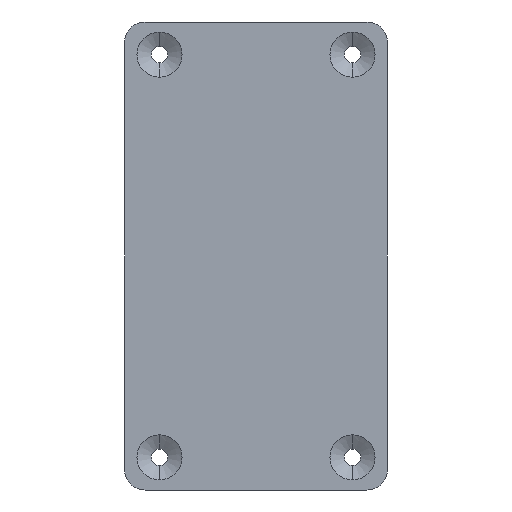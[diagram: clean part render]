
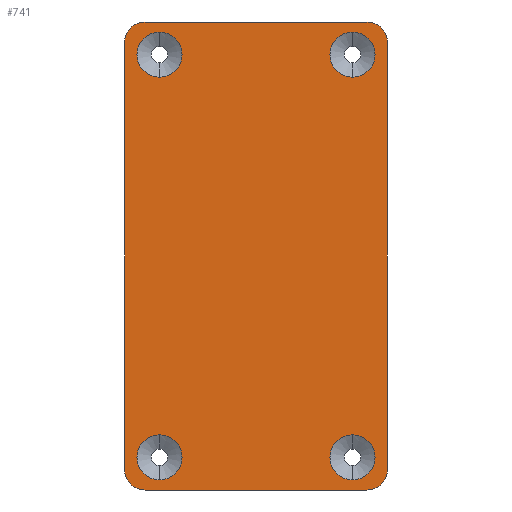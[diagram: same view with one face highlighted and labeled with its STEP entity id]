
A CAD part, front view. The second image highlights one B-rep face of the part: STEP entity #741.
In plain terms, the highlighted planar face has unit normal (0, -1, 0).
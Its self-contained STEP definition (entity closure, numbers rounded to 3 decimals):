
#43 = CARTESIAN_POINT ( 'NONE',  ( 27., -3., 52. ) ) ;
#58 = VECTOR ( 'NONE', #1233, 1000. ) ;
#63 = EDGE_CURVE ( 'NONE', #1303, #1054, #96, .T. ) ;
#67 = VECTOR ( 'NONE', #442, 1000. ) ;
#74 = DIRECTION ( 'NONE',  ( 0., 1., 0. ) ) ;
#80 = ORIENTED_EDGE ( 'NONE', *, *, #430, .T. ) ;
#88 = DIRECTION ( 'NONE',  ( 0., 1., 0. ) ) ;
#96 = CIRCLE ( 'NONE', #1034, 5.5 ) ;
#109 = LINE ( 'NONE', #634, #692 ) ;
#118 = FACE_BOUND ( 'NONE', #383, .T. ) ;
#147 = AXIS2_PLACEMENT_3D ( 'NONE', #440, #973, #1496 ) ;
#154 = VECTOR ( 'NONE', #1561, 1000. ) ;
#187 = ORIENTED_EDGE ( 'NONE', *, *, #1048, .T. ) ;
#188 = DIRECTION ( 'NONE',  ( 0., 1., 0. ) ) ;
#204 = CARTESIAN_POINT ( 'NONE',  ( -23.5, -3., 43.55 ) ) ;
#208 = CIRCLE ( 'NONE', #1474, 5.5 ) ;
#219 = DIRECTION ( 'NONE',  ( 0., 1., 0. ) ) ;
#260 = CIRCLE ( 'NONE', #640, 5. ) ;
#262 = ORIENTED_EDGE ( 'NONE', *, *, #1080, .F. ) ;
#301 = EDGE_CURVE ( 'NONE', #1047, #1156, #208, .T. ) ;
#302 = VERTEX_POINT ( 'NONE', #1179 ) ;
#344 = CARTESIAN_POINT ( 'NONE',  ( -32., -3., 0. ) ) ;
#383 = EDGE_LOOP ( 'NONE', ( #187, #564 ) ) ;
#388 = PLANE ( 'NONE',  #795 ) ;
#393 = CARTESIAN_POINT ( 'NONE',  ( 23.5, -3., 49.05 ) ) ;
#402 = CIRCLE ( 'NONE', #1556, 5.5 ) ;
#430 = EDGE_CURVE ( 'NONE', #567, #302, #1175, .T. ) ;
#433 = EDGE_CURVE ( 'NONE', #1566, #1315, #980, .T. ) ;
#440 = CARTESIAN_POINT ( 'NONE',  ( 23.5, -3., -49.05 ) ) ;
#442 = DIRECTION ( 'NONE',  ( 1., 0., 0. ) ) ;
#460 = DIRECTION ( 'NONE',  ( 0., 1., 0. ) ) ;
#471 = EDGE_CURVE ( 'NONE', #1513, #1268, #1038, .T. ) ;
#500 = ORIENTED_EDGE ( 'NONE', *, *, #935, .F. ) ;
#506 = CARTESIAN_POINT ( 'NONE',  ( 27., -3., 52. ) ) ;
#509 = DIRECTION ( 'NONE',  ( 0., 0., -1. ) ) ;
#511 = AXIS2_PLACEMENT_3D ( 'NONE', #536, #1440, #509 ) ;
#513 = ORIENTED_EDGE ( 'NONE', *, *, #1004, .T. ) ;
#515 = ORIENTED_EDGE ( 'NONE', *, *, #600, .F. ) ;
#536 = CARTESIAN_POINT ( 'NONE',  ( 23.5, -3., -49.05 ) ) ;
#544 = CARTESIAN_POINT ( 'NONE',  ( 23.5, -3., 54.55 ) ) ;
#562 = DIRECTION ( 'NONE',  ( 0., 1., 0. ) ) ;
#564 = ORIENTED_EDGE ( 'NONE', *, *, #433, .T. ) ;
#567 = VERTEX_POINT ( 'NONE', #544 ) ;
#593 = EDGE_CURVE ( 'NONE', #1054, #1303, #402, .T. ) ;
#600 = EDGE_CURVE ( 'NONE', #1693, #1261, #1627, .T. ) ;
#605 = ORIENTED_EDGE ( 'NONE', *, *, #782, .F. ) ;
#631 = ORIENTED_EDGE ( 'NONE', *, *, #1329, .T. ) ;
#634 = CARTESIAN_POINT ( 'NONE',  ( 32., -3., 0. ) ) ;
#640 = AXIS2_PLACEMENT_3D ( 'NONE', #827, #1599, #1487 ) ;
#656 = CARTESIAN_POINT ( 'NONE',  ( 23.5, -3., 49.05 ) ) ;
#672 = AXIS2_PLACEMENT_3D ( 'NONE', #1014, #88, #1279 ) ;
#681 = CARTESIAN_POINT ( 'NONE',  ( 32., -3., 52. ) ) ;
#692 = VECTOR ( 'NONE', #1025, 1000. ) ;
#718 = AXIS2_PLACEMENT_3D ( 'NONE', #1153, #1185, #1051 ) ;
#731 = DIRECTION ( 'NONE',  ( 0., 0., -1. ) ) ;
#737 = CARTESIAN_POINT ( 'NONE',  ( -23.5, -3., -49.05 ) ) ;
#740 = CARTESIAN_POINT ( 'NONE',  ( 0., -3., 57. ) ) ;
#741 = ADVANCED_FACE ( 'NONE', ( #1438, #758, #1688, #118, #1431 ), #388, .T. ) ;
#753 = AXIS2_PLACEMENT_3D ( 'NONE', #737, #460, #1256 ) ;
#758 = FACE_BOUND ( 'NONE', #855, .T. ) ;
#775 = DIRECTION ( 'NONE',  ( 0., -1., 0. ) ) ;
#777 = EDGE_LOOP ( 'NONE', ( #1366, #513 ) ) ;
#782 = EDGE_CURVE ( 'NONE', #1415, #1513, #865, .T. ) ;
#794 = EDGE_CURVE ( 'NONE', #905, #1415, #109, .T. ) ;
#795 = AXIS2_PLACEMENT_3D ( 'NONE', #506, #775, #910 ) ;
#806 = AXIS2_PLACEMENT_3D ( 'NONE', #43, #188, #1367 ) ;
#807 = EDGE_LOOP ( 'NONE', ( #262, #1480, #1331, #605, #1434, #911, #515, #500 ) ) ;
#814 = DIRECTION ( 'NONE',  ( 0., 1., 0. ) ) ;
#827 = CARTESIAN_POINT ( 'NONE',  ( -27., -3., 52. ) ) ;
#855 = EDGE_LOOP ( 'NONE', ( #631, #80 ) ) ;
#865 = CIRCLE ( 'NONE', #718, 5. ) ;
#905 = VERTEX_POINT ( 'NONE', #681 ) ;
#910 = DIRECTION ( 'NONE',  ( 0., 0., -1. ) ) ;
#911 = ORIENTED_EDGE ( 'NONE', *, *, #1019, .F. ) ;
#928 = DIRECTION ( 'NONE',  ( 0., 0., -1. ) ) ;
#933 = CARTESIAN_POINT ( 'NONE',  ( 27., -3., 57. ) ) ;
#935 = EDGE_CURVE ( 'NONE', #1648, #1693, #260, .T. ) ;
#949 = CIRCLE ( 'NONE', #753, 5.5 ) ;
#951 = AXIS2_PLACEMENT_3D ( 'NONE', #393, #562, #1597 ) ;
#971 = CARTESIAN_POINT ( 'NONE',  ( 32., -3., -52. ) ) ;
#973 = DIRECTION ( 'NONE',  ( 0., 1., 0. ) ) ;
#980 = CIRCLE ( 'NONE', #511, 5.5 ) ;
#999 = CARTESIAN_POINT ( 'NONE',  ( -23.5, -3., -49.05 ) ) ;
#1004 = EDGE_CURVE ( 'NONE', #1156, #1047, #949, .T. ) ;
#1009 = CARTESIAN_POINT ( 'NONE',  ( -23.5, -3., -54.55 ) ) ;
#1014 = CARTESIAN_POINT ( 'NONE',  ( -27., -3., -52. ) ) ;
#1019 = EDGE_CURVE ( 'NONE', #1261, #905, #1468, .T. ) ;
#1025 = DIRECTION ( 'NONE',  ( 0., 0., -1. ) ) ;
#1034 = AXIS2_PLACEMENT_3D ( 'NONE', #1491, #814, #1629 ) ;
#1037 = AXIS2_PLACEMENT_3D ( 'NONE', #656, #1292, #928 ) ;
#1038 = LINE ( 'NONE', #1433, #154 ) ;
#1047 = VERTEX_POINT ( 'NONE', #1009 ) ;
#1048 = EDGE_CURVE ( 'NONE', #1315, #1566, #1384, .T. ) ;
#1051 = DIRECTION ( 'NONE',  ( 0., 0., -1. ) ) ;
#1054 = VERTEX_POINT ( 'NONE', #204 ) ;
#1080 = EDGE_CURVE ( 'NONE', #1282, #1648, #1356, .T. ) ;
#1088 = CIRCLE ( 'NONE', #951, 5.5 ) ;
#1109 = CARTESIAN_POINT ( 'NONE',  ( 27., -3., -57. ) ) ;
#1153 = CARTESIAN_POINT ( 'NONE',  ( 27., -3., -52. ) ) ;
#1156 = VERTEX_POINT ( 'NONE', #1671 ) ;
#1164 = EDGE_LOOP ( 'NONE', ( #1506, #1420 ) ) ;
#1172 = CIRCLE ( 'NONE', #672, 5. ) ;
#1175 = CIRCLE ( 'NONE', #1037, 5.5 ) ;
#1179 = CARTESIAN_POINT ( 'NONE',  ( 23.5, -3., 43.55 ) ) ;
#1185 = DIRECTION ( 'NONE',  ( 0., 1., 0. ) ) ;
#1215 = CARTESIAN_POINT ( 'NONE',  ( -32., -3., -52. ) ) ;
#1233 = DIRECTION ( 'NONE',  ( 0., 0., 1. ) ) ;
#1256 = DIRECTION ( 'NONE',  ( 0., 0., -1. ) ) ;
#1261 = VERTEX_POINT ( 'NONE', #933 ) ;
#1267 = DIRECTION ( 'NONE',  ( 0., 0., -1. ) ) ;
#1268 = VERTEX_POINT ( 'NONE', #1478 ) ;
#1279 = DIRECTION ( 'NONE',  ( 0., 0., -1. ) ) ;
#1282 = VERTEX_POINT ( 'NONE', #1215 ) ;
#1292 = DIRECTION ( 'NONE',  ( 0., 1., 0. ) ) ;
#1303 = VERTEX_POINT ( 'NONE', #1322 ) ;
#1315 = VERTEX_POINT ( 'NONE', #1332 ) ;
#1322 = CARTESIAN_POINT ( 'NONE',  ( -23.5, -3., 54.55 ) ) ;
#1329 = EDGE_CURVE ( 'NONE', #302, #567, #1088, .T. ) ;
#1331 = ORIENTED_EDGE ( 'NONE', *, *, #471, .F. ) ;
#1332 = CARTESIAN_POINT ( 'NONE',  ( 23.5, -3., -54.55 ) ) ;
#1356 = LINE ( 'NONE', #344, #58 ) ;
#1366 = ORIENTED_EDGE ( 'NONE', *, *, #301, .T. ) ;
#1367 = DIRECTION ( 'NONE',  ( 0., 0., -1. ) ) ;
#1384 = CIRCLE ( 'NONE', #147, 5.5 ) ;
#1415 = VERTEX_POINT ( 'NONE', #971 ) ;
#1420 = ORIENTED_EDGE ( 'NONE', *, *, #63, .T. ) ;
#1431 = FACE_OUTER_BOUND ( 'NONE', #807, .T. ) ;
#1433 = CARTESIAN_POINT ( 'NONE',  ( 0., -3., -57. ) ) ;
#1434 = ORIENTED_EDGE ( 'NONE', *, *, #794, .F. ) ;
#1438 = FACE_BOUND ( 'NONE', #1164, .T. ) ;
#1440 = DIRECTION ( 'NONE',  ( 0., 1., 0. ) ) ;
#1468 = CIRCLE ( 'NONE', #806, 5. ) ;
#1474 = AXIS2_PLACEMENT_3D ( 'NONE', #999, #219, #1267 ) ;
#1478 = CARTESIAN_POINT ( 'NONE',  ( -27., -3., -57. ) ) ;
#1480 = ORIENTED_EDGE ( 'NONE', *, *, #1605, .F. ) ;
#1487 = DIRECTION ( 'NONE',  ( 0., 0., -1. ) ) ;
#1491 = CARTESIAN_POINT ( 'NONE',  ( -23.5, -3., 49.05 ) ) ;
#1496 = DIRECTION ( 'NONE',  ( 0., 0., -1. ) ) ;
#1506 = ORIENTED_EDGE ( 'NONE', *, *, #593, .T. ) ;
#1508 = CARTESIAN_POINT ( 'NONE',  ( -23.5, -3., 49.05 ) ) ;
#1513 = VERTEX_POINT ( 'NONE', #1109 ) ;
#1530 = CARTESIAN_POINT ( 'NONE',  ( 23.5, -3., -43.55 ) ) ;
#1556 = AXIS2_PLACEMENT_3D ( 'NONE', #1508, #74, #731 ) ;
#1561 = DIRECTION ( 'NONE',  ( -1., 0., 0. ) ) ;
#1566 = VERTEX_POINT ( 'NONE', #1530 ) ;
#1597 = DIRECTION ( 'NONE',  ( 0., 0., -1. ) ) ;
#1599 = DIRECTION ( 'NONE',  ( 0., 1., 0. ) ) ;
#1605 = EDGE_CURVE ( 'NONE', #1268, #1282, #1172, .T. ) ;
#1613 = CARTESIAN_POINT ( 'NONE',  ( -32., -3., 52. ) ) ;
#1627 = LINE ( 'NONE', #740, #67 ) ;
#1628 = CARTESIAN_POINT ( 'NONE',  ( -27., -3., 57. ) ) ;
#1629 = DIRECTION ( 'NONE',  ( 0., 0., -1. ) ) ;
#1648 = VERTEX_POINT ( 'NONE', #1613 ) ;
#1671 = CARTESIAN_POINT ( 'NONE',  ( -23.5, -3., -43.55 ) ) ;
#1688 = FACE_BOUND ( 'NONE', #777, .T. ) ;
#1693 = VERTEX_POINT ( 'NONE', #1628 ) ;
